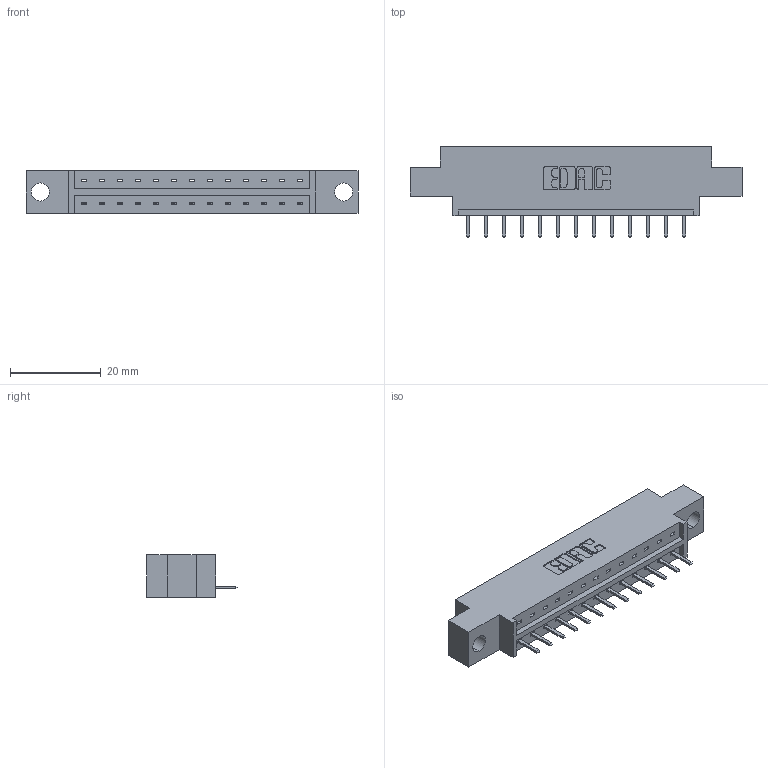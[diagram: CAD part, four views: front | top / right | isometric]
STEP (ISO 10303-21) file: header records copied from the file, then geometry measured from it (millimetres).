
FILE_DESCRIPTION (( 'STEP AP203' ), '1' );
FILE_NAME ('833-013-520-604.STEP', '2020-05-30T23:34:10', ( '' ), ( '' ), 'SwSTEP 2.0', 'SolidWorks 2020', '' );
FILE_SCHEMA (( 'CONFIG_CONTROL_DESIGN' ));
Length unit declared in the file: inch
Products named in the file (3): 833-013-520-604; 833 Part_Offset - .156 Dia - TH; 345-292-001_345-293-120
Assembly tree (14 placements, depth 2):
  833-013-520-604
    833 Part_Offset - .156 Dia - TH
    345-292-001_345-293-120  x13
Bounding box: 73.05 x 20.02 x 9.4 mm (x, y, z)
Volume: 6748.5 mm3; surface area: 6974.1 mm2
Topology: 14 solids, 14 shells, 924 faces, 2715 edges, 1774 vertices
Faces by surface type: plane 646, cylinder 278
Entity records: 11947 total; most frequent: CARTESIAN_POINT 2085, ORIENTED_EDGE 2022, DIRECTION 1805, EDGE_CURVE 1011, LINE 879, VECTOR 879, VERTEX_POINT 670, AXIS2_PLACEMENT_3D 463
